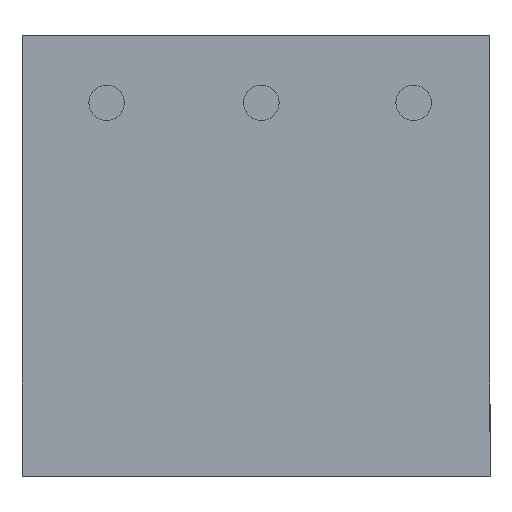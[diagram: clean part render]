
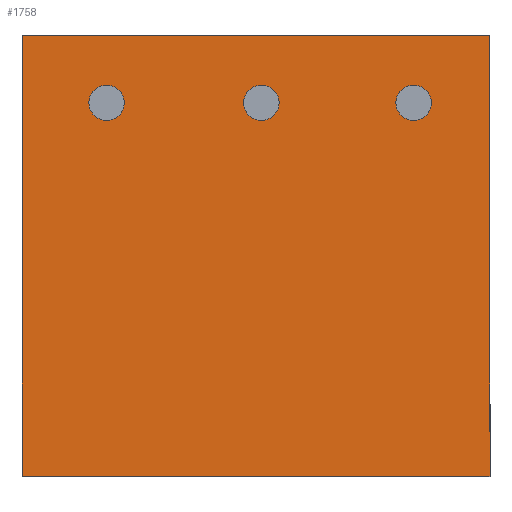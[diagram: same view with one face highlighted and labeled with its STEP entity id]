
A CAD part, top view. The second image highlights one B-rep face of the part: STEP entity #1758.
In plain terms, the highlighted planar face has unit normal (0, 0, 1).
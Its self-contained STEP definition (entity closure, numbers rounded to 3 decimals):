
#987=CARTESIAN_POINT('',(-2.109,1.908,4.699));
#988=VERTEX_POINT('',#987);
#1004=CARTESIAN_POINT('',(-2.109,2.408,4.699));
#1005=VERTEX_POINT('',#1004);
#1012=CARTESIAN_POINT('',(-2.109,2.158,4.699));
#1013=DIRECTION('',(0.0,0.0,-1.0));
#1014=DIRECTION('',(0.0,-1.0,0.0));
#1015=AXIS2_PLACEMENT_3D('',#1012,#1013,#1014);
#1016=CIRCLE('',#1015,0.25);
#1017=EDGE_CURVE('',#988,#1005,#1016,.T.);
#1029=CARTESIAN_POINT('',(0.076,1.908,4.699));
#1030=VERTEX_POINT('',#1029);
#1046=CARTESIAN_POINT('',(0.076,2.408,4.699));
#1047=VERTEX_POINT('',#1046);
#1054=CARTESIAN_POINT('',(0.076,2.158,4.699));
#1055=DIRECTION('',(0.0,0.0,-1.0));
#1056=DIRECTION('',(0.0,-1.0,0.0));
#1057=AXIS2_PLACEMENT_3D('',#1054,#1055,#1056);
#1058=CIRCLE('',#1057,0.25);
#1059=EDGE_CURVE('',#1030,#1047,#1058,.T.);
#1071=CARTESIAN_POINT('',(2.223,1.908,4.699));
#1072=VERTEX_POINT('',#1071);
#1088=CARTESIAN_POINT('',(2.223,2.408,4.699));
#1089=VERTEX_POINT('',#1088);
#1096=CARTESIAN_POINT('',(2.223,2.158,4.699));
#1097=DIRECTION('',(0.0,0.0,-1.0));
#1098=DIRECTION('',(0.0,-1.0,0.0));
#1099=AXIS2_PLACEMENT_3D('',#1096,#1097,#1098);
#1100=CIRCLE('',#1099,0.25);
#1101=EDGE_CURVE('',#1072,#1089,#1100,.T.);
#1554=CARTESIAN_POINT('',(3.302,-3.111,4.699));
#1555=VERTEX_POINT('',#1554);
#1562=CARTESIAN_POINT('',(-3.302,-3.112,4.699));
#1563=VERTEX_POINT('',#1562);
#1564=CARTESIAN_POINT('',(-3.302,-3.112,4.699));
#1565=DIRECTION('',(1.0,0.0,0.0));
#1566=VECTOR('',#1565,6.604);
#1567=LINE('',#1564,#1566);
#1568=EDGE_CURVE('',#1563,#1555,#1567,.T.);
#1650=CARTESIAN_POINT('',(2.223,2.158,4.699));
#1651=DIRECTION('',(0.0,0.0,-1.0));
#1652=DIRECTION('',(0.0,-1.0,0.0));
#1653=AXIS2_PLACEMENT_3D('',#1650,#1651,#1652);
#1654=CIRCLE('',#1653,0.25);
#1655=EDGE_CURVE('',#1089,#1072,#1654,.T.);
#1674=CARTESIAN_POINT('',(0.076,2.158,4.699));
#1675=DIRECTION('',(0.0,0.0,-1.0));
#1676=DIRECTION('',(0.0,-1.0,0.0));
#1677=AXIS2_PLACEMENT_3D('',#1674,#1675,#1676);
#1678=CIRCLE('',#1677,0.25);
#1679=EDGE_CURVE('',#1047,#1030,#1678,.T.);
#1698=CARTESIAN_POINT('',(-2.109,2.158,4.699));
#1699=DIRECTION('',(0.0,0.0,-1.0));
#1700=DIRECTION('',(0.0,-1.0,0.0));
#1701=AXIS2_PLACEMENT_3D('',#1698,#1699,#1700);
#1702=CIRCLE('',#1701,0.25);
#1703=EDGE_CURVE('',#1005,#988,#1702,.T.);
#1716=CARTESIAN_POINT('',(-3.632,3.423,4.699));
#1717=DIRECTION('',(0.0,0.0,1.0));
#1718=DIRECTION('',(0.0,-1.0,0.0));
#1719=AXIS2_PLACEMENT_3D('',#1716,#1717,#1718);
#1720=PLANE('',#1719);
#1721=CARTESIAN_POINT('',(3.302,3.112,4.699));
#1722=VERTEX_POINT('',#1721);
#1723=CARTESIAN_POINT('',(3.302,-3.111,4.699));
#1724=DIRECTION('',(0.0,1.0,0.0));
#1725=VECTOR('',#1724,6.223);
#1726=LINE('',#1723,#1725);
#1727=EDGE_CURVE('',#1555,#1722,#1726,.T.);
#1728=ORIENTED_EDGE('',*,*,#1727,.T.);
#1729=CARTESIAN_POINT('',(-3.302,3.112,4.699));
#1730=VERTEX_POINT('',#1729);
#1731=CARTESIAN_POINT('',(3.302,3.112,4.699));
#1732=DIRECTION('',(-1.0,0.0,0.0));
#1733=VECTOR('',#1732,6.604);
#1734=LINE('',#1731,#1733);
#1735=EDGE_CURVE('',#1722,#1730,#1734,.T.);
#1736=ORIENTED_EDGE('',*,*,#1735,.T.);
#1737=CARTESIAN_POINT('',(-3.302,3.112,4.699));
#1738=DIRECTION('',(0.0,-1.0,0.0));
#1739=VECTOR('',#1738,6.223);
#1740=LINE('',#1737,#1739);
#1741=EDGE_CURVE('',#1730,#1563,#1740,.T.);
#1742=ORIENTED_EDGE('',*,*,#1741,.T.);
#1743=ORIENTED_EDGE('',*,*,#1568,.T.);
#1744=EDGE_LOOP('',(#1728,#1736,#1742,#1743));
#1745=FACE_OUTER_BOUND('',#1744,.T.);
#1746=ORIENTED_EDGE('',*,*,#1101,.T.);
#1747=ORIENTED_EDGE('',*,*,#1655,.T.);
#1748=EDGE_LOOP('',(#1746,#1747));
#1749=FACE_BOUND('',#1748,.T.);
#1750=ORIENTED_EDGE('',*,*,#1059,.T.);
#1751=ORIENTED_EDGE('',*,*,#1679,.T.);
#1752=EDGE_LOOP('',(#1750,#1751));
#1753=FACE_BOUND('',#1752,.T.);
#1754=ORIENTED_EDGE('',*,*,#1017,.T.);
#1755=ORIENTED_EDGE('',*,*,#1703,.T.);
#1756=EDGE_LOOP('',(#1754,#1755));
#1757=FACE_BOUND('',#1756,.T.);
#1758=ADVANCED_FACE('',(#1745,#1749,#1753,#1757),#1720,.T.);
